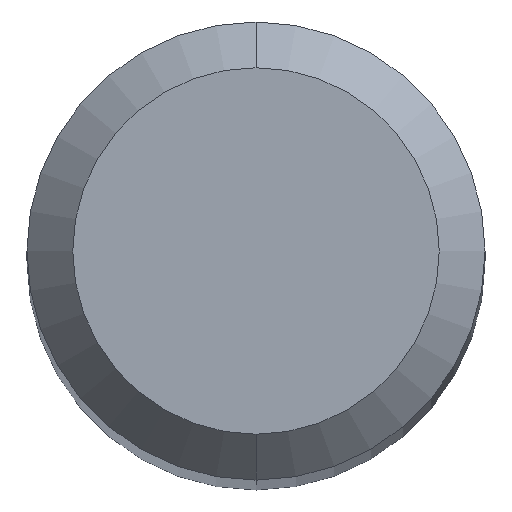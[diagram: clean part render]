
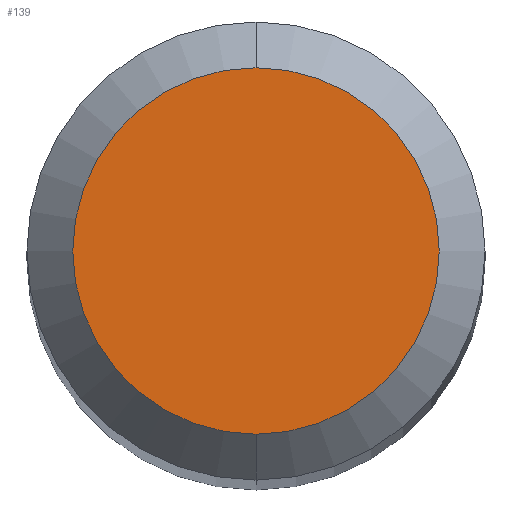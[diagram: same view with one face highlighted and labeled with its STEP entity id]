
A CAD part, top view. The second image highlights one B-rep face of the part: STEP entity #139.
In plain terms, the highlighted planar face has unit normal (0, 0, 1).
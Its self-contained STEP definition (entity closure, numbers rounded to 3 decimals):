
#2 = DIRECTION ( 'NONE',  ( 0., 1., 0. ) ) ;
#11 = CIRCLE ( 'NONE', #41, 4.604 ) ;
#31 = DIRECTION ( 'NONE',  ( 0., 0., 1. ) ) ;
#40 = CARTESIAN_POINT ( 'NONE',  ( 0., 4.604, 0. ) ) ;
#41 = AXIS2_PLACEMENT_3D ( 'NONE', #164, #31, #58 ) ;
#52 = DIRECTION ( 'NONE',  ( 0., 1., 0. ) ) ;
#58 = DIRECTION ( 'NONE',  ( 0., 1., 0. ) ) ;
#63 = DIRECTION ( 'NONE',  ( 0., 0., -1. ) ) ;
#70 = CIRCLE ( 'NONE', #187, 4.604 ) ;
#71 = EDGE_CURVE ( 'NONE', #124, #161, #11, .T. ) ;
#88 = ORIENTED_EDGE ( 'NONE', *, *, #71, .T. ) ;
#97 = DIRECTION ( 'NONE',  ( 0., 0., 1. ) ) ;
#124 = VERTEX_POINT ( 'NONE', #40 ) ;
#139 = ADVANCED_FACE ( 'NONE', ( #190 ), #200, .F. ) ;
#152 = EDGE_CURVE ( 'NONE', #161, #124, #70, .T. ) ;
#154 = CARTESIAN_POINT ( 'NONE',  ( 0., 5.755, 0. ) ) ;
#161 = VERTEX_POINT ( 'NONE', #180 ) ;
#164 = CARTESIAN_POINT ( 'NONE',  ( 0., 0., 0. ) ) ;
#180 = CARTESIAN_POINT ( 'NONE',  ( 0., -4.604, 0. ) ) ;
#184 = ORIENTED_EDGE ( 'NONE', *, *, #152, .T. ) ;
#185 = EDGE_LOOP ( 'NONE', ( #88, #184 ) ) ;
#187 = AXIS2_PLACEMENT_3D ( 'NONE', #212, #97, #2 ) ;
#190 = FACE_OUTER_BOUND ( 'NONE', #185, .T. ) ;
#200 = PLANE ( 'NONE',  #203 ) ;
#203 = AXIS2_PLACEMENT_3D ( 'NONE', #154, #63, #52 ) ;
#212 = CARTESIAN_POINT ( 'NONE',  ( 0., 0., 0. ) ) ;
